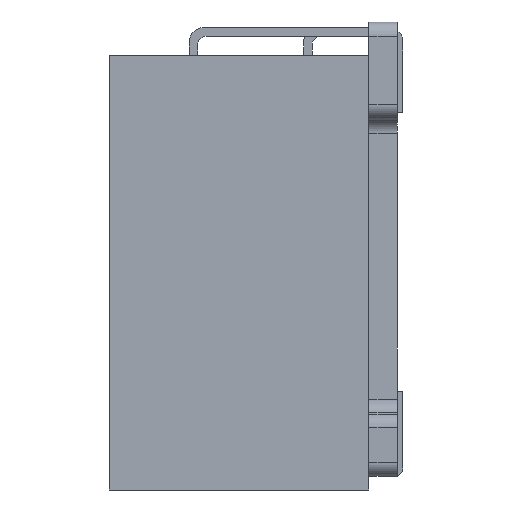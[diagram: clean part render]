
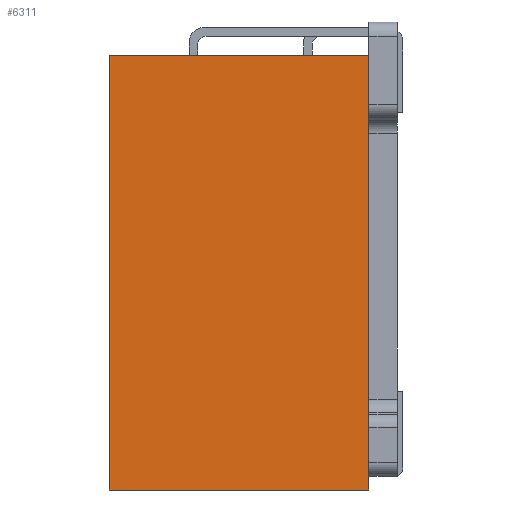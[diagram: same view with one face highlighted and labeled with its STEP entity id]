
A CAD part, left-side view. The second image highlights one B-rep face of the part: STEP entity #6311.
In plain terms, the highlighted planar face has unit normal (-1, 0, 0).
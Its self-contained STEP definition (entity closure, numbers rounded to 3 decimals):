
#1966=DIRECTION('',(0.,1.,0.));
#1967=VECTOR('',#1966,9.15);
#1968=CARTESIAN_POINT('',(-8.65,0.5,7.43));
#1969=LINE('',#1968,#1967);
#2015=DIRECTION('',(0.,1.,0.));
#2016=VECTOR('',#2015,9.15);
#2017=CARTESIAN_POINT('',(-8.65,0.5,-7.88));
#2018=LINE('',#2017,#2016);
#2022=DIRECTION('',(0.,0.,1.));
#2023=VECTOR('',#2022,15.31);
#2024=CARTESIAN_POINT('',(-8.65,9.65,-7.88));
#2025=LINE('',#2024,#2023);
#2029=DIRECTION('',(0.,0.,-1.));
#2030=VECTOR('',#2029,15.31);
#2031=CARTESIAN_POINT('',(-8.65,0.5,7.43));
#2032=LINE('',#2031,#2030);
#4067=CARTESIAN_POINT('',(-8.65,0.5,-7.88));
#4068=VERTEX_POINT('',#4067);
#4069=CARTESIAN_POINT('',(-8.65,0.5,7.43));
#4070=VERTEX_POINT('',#4069);
#4270=CARTESIAN_POINT('',(-8.65,9.65,-7.88));
#4271=VERTEX_POINT('',#4270);
#4276=CARTESIAN_POINT('',(-8.65,9.65,7.43));
#4277=VERTEX_POINT('',#4276);
#6298=CARTESIAN_POINT('',(-8.65,0.5,-7.43));
#6299=DIRECTION('',(-1.,0.,0.));
#6300=DIRECTION('',(0.,0.,1.));
#6301=AXIS2_PLACEMENT_3D('',#6298,#6299,#6300);
#6302=PLANE('',#6301);
#6304=ORIENTED_EDGE('',*,*,#6303,.T.);
#6306=ORIENTED_EDGE('',*,*,#6305,.T.);
#6307=ORIENTED_EDGE('',*,*,#6262,.F.);
#6308=ORIENTED_EDGE('',*,*,#5305,.T.);
#6309=EDGE_LOOP('',(#6304,#6306,#6307,#6308));
#6310=FACE_OUTER_BOUND('',#6309,.F.);
#6311=ADVANCED_FACE('',(#6310),#6302,.T.);
#5305=EDGE_CURVE('',#4070,#4068,#2032,.T.);
#6262=EDGE_CURVE('',#4070,#4277,#1969,.T.);
#6303=EDGE_CURVE('',#4068,#4271,#2018,.T.);
#6305=EDGE_CURVE('',#4271,#4277,#2025,.T.);
